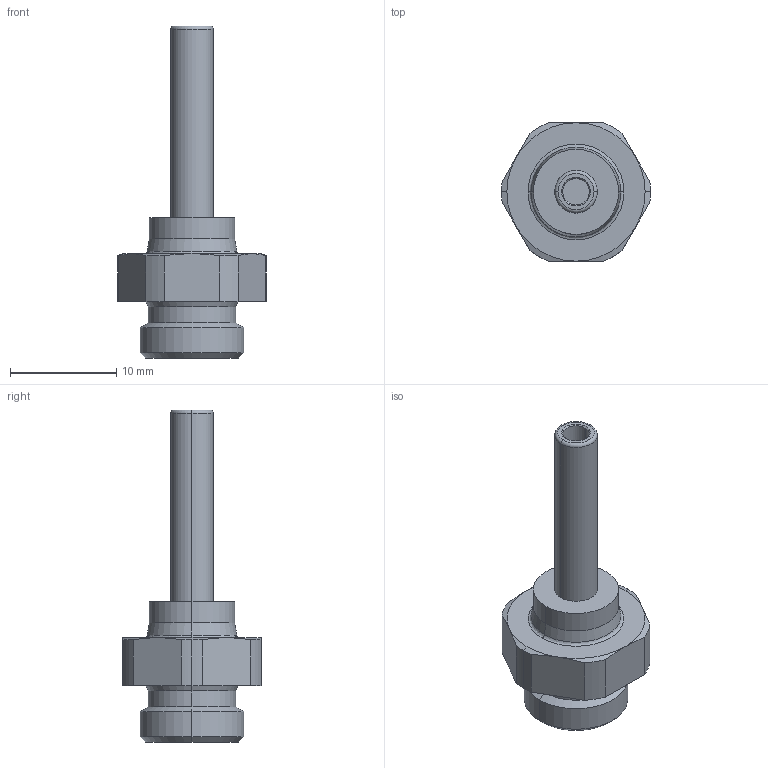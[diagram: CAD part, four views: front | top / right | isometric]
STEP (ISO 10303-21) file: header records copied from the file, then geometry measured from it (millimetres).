
FILE_DESCRIPTION((''),'2;1');
FILE_NAME('GPCJ_04G01(3D).stp','2012-12-20T14:34:09',(''),(''),'Mechanical Desktop.R8.0.24.0','Mechanical Desktop.R8.0.24.0',', , ');
FILE_SCHEMA(('CONFIG_CONTROL_DESIGN'));
Length unit declared in the file: millimetre
Products named in the file (2): GPCJ_04G01(3D); 睡ヶ1
Assembly tree (1 placements, depth 2):
  GPCJ_04G01(3D)
    睡ヶ1
Bounding box: 14 x 13 x 31.2 mm (x, y, z)
Volume: 1102.6 mm3; surface area: 1237.7 mm2
Topology: 1 solids, 1 shells, 61 faces, 134 edges, 79 vertices
Faces by surface type: cone 24, cylinder 20, plane 13, torus 2, bspline 2
Entity records: 1837 total; most frequent: CARTESIAN_POINT 386, DIRECTION 312, ORIENTED_EDGE 264, EDGE_CURVE 132, AXIS2_PLACEMENT_3D 131, VERTEX_POINT 79, CIRCLE 70, EDGE_LOOP 67
